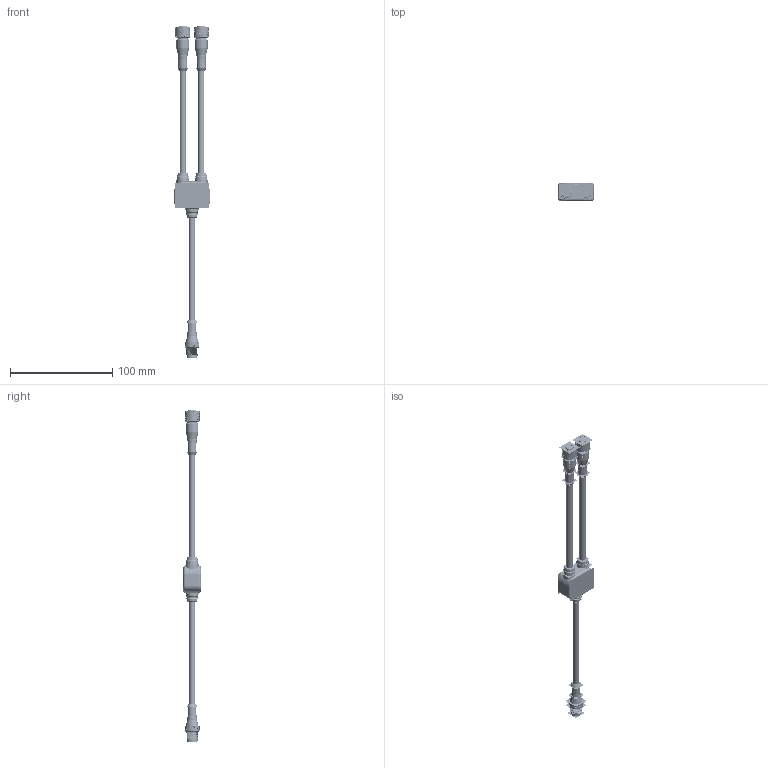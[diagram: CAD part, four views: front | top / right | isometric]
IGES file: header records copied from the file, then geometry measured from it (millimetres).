
Start section:  PTC IGES file: 218966.igs
Global section: file name: 218966.igs; native system: Creo Parametric by PTC Inc.; preprocessor: 2019292; author: PDMAdmin; organization: Unknown; date: 20200807.132025; units: millimetre
Bounding box: 35 x 17.34 x 324.96 mm (x, y, z)
Volume: 35630.2 mm3; surface area: 758198.6 mm2
Topology: 37 solids, 181 shells, 21182 faces, 97714 edges, 119538 vertices
Faces by surface type: bspline 15820, revolution 5362
